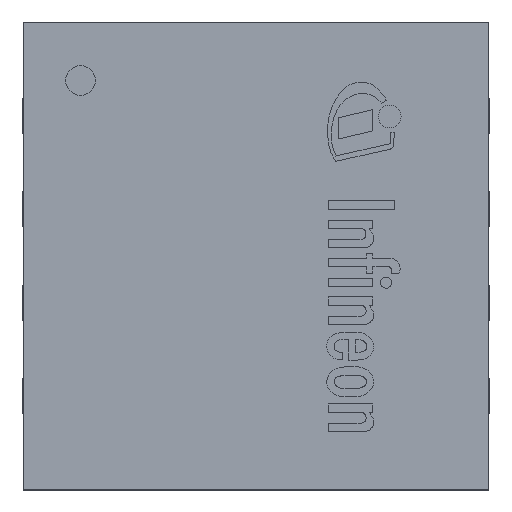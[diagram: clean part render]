
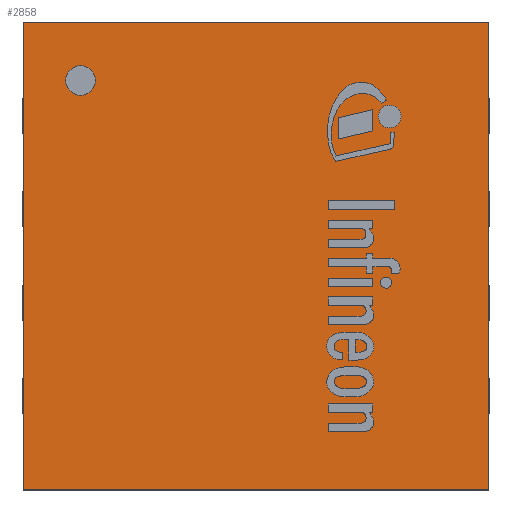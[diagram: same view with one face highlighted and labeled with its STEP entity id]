
A CAD part, top view. The second image highlights one B-rep face of the part: STEP entity #2858.
In plain terms, the highlighted planar face has unit normal (0, 0, 1).
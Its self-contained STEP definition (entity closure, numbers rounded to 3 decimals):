
#72=FACE_BOUND('',#415,.T.);
#143=CIRCLE('',#3076,0.127);
#233=FACE_OUTER_BOUND('',#414,.T.);
#414=EDGE_LOOP('',(#2104,#2105,#2106,#2107));
#415=EDGE_LOOP('',(#2108));
#640=LINE('',#4161,#969);
#643=LINE('',#4166,#972);
#645=LINE('',#4176,#974);
#646=LINE('',#4178,#975);
#969=VECTOR('',#3440,1.);
#972=VECTOR('',#3445,1.);
#974=VECTOR('',#3457,1.);
#975=VECTOR('',#3460,1.);
#1276=VERTEX_POINT('',#4158);
#1277=VERTEX_POINT('',#4160);
#1278=VERTEX_POINT('',#4164);
#1280=VERTEX_POINT('',#4170);
#1281=VERTEX_POINT('',#4174);
#1580=EDGE_CURVE('',#1277,#1276,#640,.T.);
#1583=EDGE_CURVE('',#1276,#1278,#643,.T.);
#1585=EDGE_CURVE('',#1280,#1280,#143,.T.);
#1587=EDGE_CURVE('',#1278,#1281,#645,.T.);
#1588=EDGE_CURVE('',#1281,#1277,#646,.T.);
#2104=ORIENTED_EDGE('',*,*,#1588,.T.);
#2105=ORIENTED_EDGE('',*,*,#1580,.T.);
#2106=ORIENTED_EDGE('',*,*,#1583,.T.);
#2107=ORIENTED_EDGE('',*,*,#1587,.T.);
#2108=ORIENTED_EDGE('',*,*,#1585,.T.);
#2702=PLANE('',#3080);
#2858=ADVANCED_FACE('',(#233,#72),#2702,.T.);
#3076=AXIS2_PLACEMENT_3D('',#4171,#3450,#3451);
#3080=AXIS2_PLACEMENT_3D('',#4179,#3461,#3462);
#3440=DIRECTION('',(-1.,0.,0.));
#3445=DIRECTION('',(0.,-1.,0.));
#3450=DIRECTION('center_axis',(0.,0.,-1.));
#3451=DIRECTION('ref_axis',(0.,1.,0.));
#3457=DIRECTION('',(1.,0.,0.));
#3460=DIRECTION('',(0.,1.,0.));
#3461=DIRECTION('center_axis',(0.,0.,1.));
#3462=DIRECTION('ref_axis',(0.,-1.,0.));
#4158=CARTESIAN_POINT('',(-1.99,2.,0.9));
#4160=CARTESIAN_POINT('',(1.99,2.,0.9));
#4161=CARTESIAN_POINT('',(-1.99,2.,0.9));
#4164=CARTESIAN_POINT('',(-1.99,-2.,0.9));
#4166=CARTESIAN_POINT('',(-1.99,-2.,0.9));
#4170=CARTESIAN_POINT('',(-1.5,1.373,0.9));
#4171=CARTESIAN_POINT('Origin',(-1.5,1.5,0.9));
#4174=CARTESIAN_POINT('',(1.99,-2.,0.9));
#4176=CARTESIAN_POINT('',(1.99,-2.,0.9));
#4178=CARTESIAN_POINT('',(1.99,2.,0.9));
#4179=CARTESIAN_POINT('Origin',(0.,0.,0.9));
